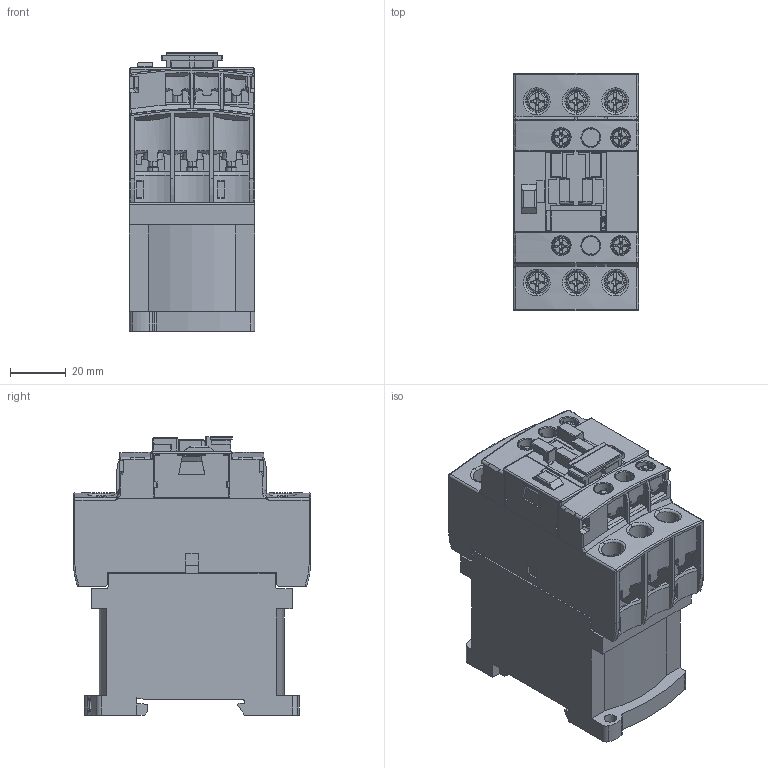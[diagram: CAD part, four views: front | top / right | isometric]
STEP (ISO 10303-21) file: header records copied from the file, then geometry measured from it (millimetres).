
FILE_DESCRIPTION (( 'STEP AP203' ), '1' );
FILE_NAME ('DPE32BL.step', '2023-08-31T20:22:42', ( '' ), ( '' ), 'SwSTEP 2.0', 'SolidWorks 2021', '' );
FILE_SCHEMA (( 'CONFIG_CONTROL_DESIGN' ));
Length unit declared in the file: inch
Products named in the file (1): DPE32BL
Bounding box: 44.8 x 84.8 x 99.55 mm (x, y, z)
Volume: 253572 mm3; surface area: 67166.4 mm2
Topology: 14 solids, 14 shells, 2629 faces, 7570 edges, 4908 vertices
Faces by surface type: plane 1674, cylinder 587, bspline 192, cone 165, torus 11
Entity records: 94923 total; most frequent: CARTESIAN_POINT 28917, ORIENTED_EDGE 15022, DIRECTION 12194, EDGE_CURVE 7511, LINE 4924, VECTOR 4924, VERTEX_POINT 4908, AXIS2_PLACEMENT_3D 3635
